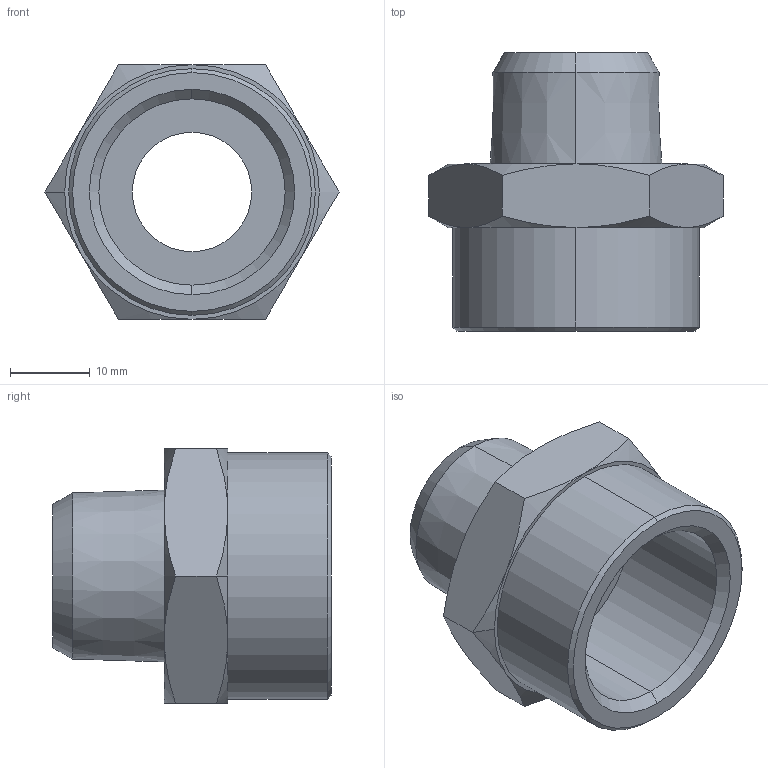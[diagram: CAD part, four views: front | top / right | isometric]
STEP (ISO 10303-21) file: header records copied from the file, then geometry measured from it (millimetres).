
FILE_DESCRIPTION (( 'STEP AP214' ), '1' );
FILE_NAME ('DRF.MF0405_C.STEP', '2018-09-03T10:14:16', ( '' ), ( '' ), 'SwSTEP 2.0', 'SolidWorks 2018', '' );
FILE_SCHEMA (( 'AUTOMOTIVE_DESIGN' ));
Length unit declared in the file: millimetre
Products named in the file (1): DRF.MF0405_C
Bounding box: 36.95 x 35 x 32 mm (x, y, z)
Volume: 11212.4 mm3; surface area: 6314.5 mm2
Topology: 1 solids, 1 shells, 40 faces, 84 edges, 49 vertices
Faces by surface type: cone 23, plane 11, cylinder 6
Entity records: 1167 total; most frequent: CARTESIAN_POINT 294, DIRECTION 179, ORIENTED_EDGE 168, EDGE_CURVE 84, AXIS2_PLACEMENT_3D 78, VERTEX_POINT 49, EDGE_LOOP 45, FACE_OUTER_BOUND 40
